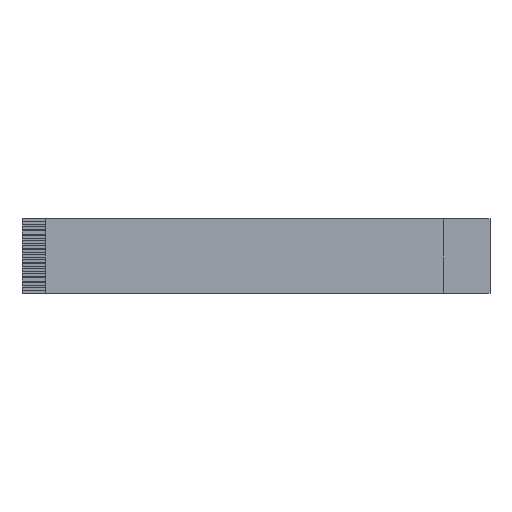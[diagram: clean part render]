
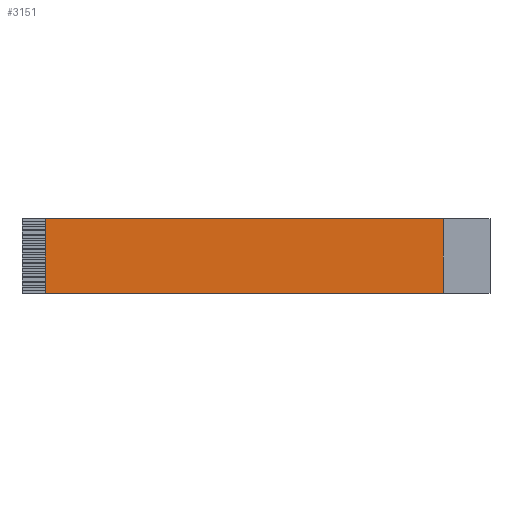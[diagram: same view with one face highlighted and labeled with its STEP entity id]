
A CAD part, top view. The second image highlights one B-rep face of the part: STEP entity #3151.
In plain terms, the highlighted planar face has unit normal (0, 0, 1).
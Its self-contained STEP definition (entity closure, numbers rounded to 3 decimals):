
#245=ORIENTED_EDGE('',*,*,#914,.F.);
#246=ORIENTED_EDGE('',*,*,#808,.F.);
#247=ORIENTED_EDGE('',*,*,#915,.T.);
#248=ORIENTED_EDGE('',*,*,#798,.T.);
#798=EDGE_CURVE('',#1142,#1141,#1349,.T.);
#808=EDGE_CURVE('',#1149,#1069,#1358,.T.);
#914=EDGE_CURVE('',#1069,#1141,#1464,.T.);
#915=EDGE_CURVE('',#1149,#1142,#1465,.T.);
#1069=VERTEX_POINT('',#3917);
#1141=VERTEX_POINT('',#4071);
#1142=VERTEX_POINT('',#4073);
#1149=VERTEX_POINT('',#4092);
#1349=LINE('',#4072,#1691);
#1358=LINE('',#4093,#1700);
#1464=LINE('',#4319,#1806);
#1465=LINE('',#4320,#1807);
#1691=VECTOR('',#3427,1000.);
#1700=VECTOR('',#3438,1000.);
#1806=VECTOR('',#3608,1000.);
#1807=VECTOR('',#3609,1000.);
#1995=EDGE_LOOP('',(#245,#246,#247,#248));
#2105=FACE_BOUND('',#1995,.T.);
#2215=PLANE('',#3268);
#3151=ADVANCED_FACE('',(#2105),#2215,.F.);
#3268=AXIS2_PLACEMENT_3D('',#4318,#3606,#3607);
#3427=DIRECTION('',(1.,0.,0.));
#3438=DIRECTION('',(1.,0.,0.));
#3606=DIRECTION('',(0.,0.,-1.));
#3607=DIRECTION('',(-1.,0.,0.));
#3608=DIRECTION('',(0.,-1.,0.));
#3609=DIRECTION('',(0.,-1.,0.));
#3917=CARTESIAN_POINT('',(40.,8.,0.095));
#4071=CARTESIAN_POINT('',(40.,-8.,0.095));
#4072=CARTESIAN_POINT('',(-45.,-8.,0.095));
#4073=CARTESIAN_POINT('',(-45.,-8.,0.095));
#4092=CARTESIAN_POINT('',(-45.,8.,0.095));
#4093=CARTESIAN_POINT('',(-45.,8.,0.095));
#4318=CARTESIAN_POINT('',(-45.,8.,0.095));
#4319=CARTESIAN_POINT('',(40.,8.,0.095));
#4320=CARTESIAN_POINT('',(-45.,8.,0.095));
